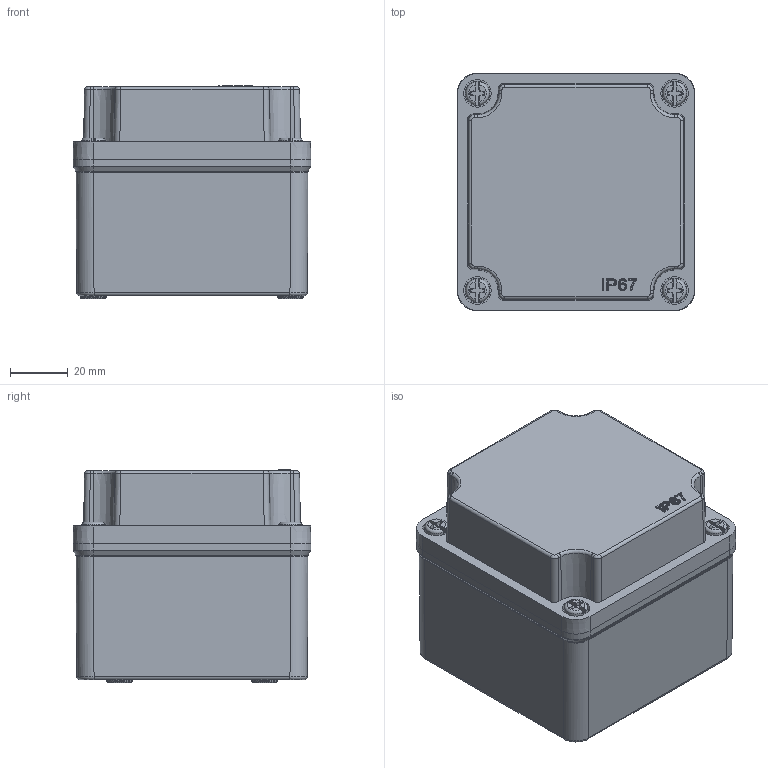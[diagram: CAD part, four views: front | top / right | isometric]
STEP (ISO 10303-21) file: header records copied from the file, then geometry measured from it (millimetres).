
FILE_DESCRIPTION(/* description */ (''),/* implementation_level */ '2;1');
FILE_NAME(/* name */ '402554025.stp',/* time_stamp */ '2017-07-14T10:48:55+03:00',/* author */ (''),/* organization */ (''),/* preprocessor_version */ 'ST-DEVELOPER v14',/* originating_system */ 'SIEMENS PLM Software NX 8.0',/* authorisation */ '');
FILE_SCHEMA (('AP203_CONFIGURATION_CONTROLLED_3D_DESIGN_OF_MECHANICAL_PARTS_AND_ASSEMBLIES_MIM_LF { 1 0 10303 403 2 1 2}'));
Length unit declared in the file: millimetre
Products named in the file (1): mtas13B8C34B2g7j
Bounding box: 82 x 82 x 73.5 mm (x, y, z)
Volume: 126482.4 mm3; surface area: 68178.9 mm2
Topology: 8 solids, 8 shells, 775 faces, 1846 edges, 1075 vertices
Faces by surface type: cylinder 275, plane 231, bspline 143, sphere 48, cone 39, torus 28, extrusion 11
Full cylindrical faces by diameter (mm): 3.4 x4, 3.6 x1, 3.838 x2, 5 x4, 5.7 x4, 8 x2, 9.5 x4
Entity records: 26243 total; most frequent: CARTESIAN_POINT 7949, DIRECTION 3592, ORIENTED_EDGE 3482, EDGE_CURVE 1741, AXIS2_PLACEMENT_3D 1414, VERTEX_POINT 1047, EDGE_LOOP 848, ADVANCED_FACE 775
